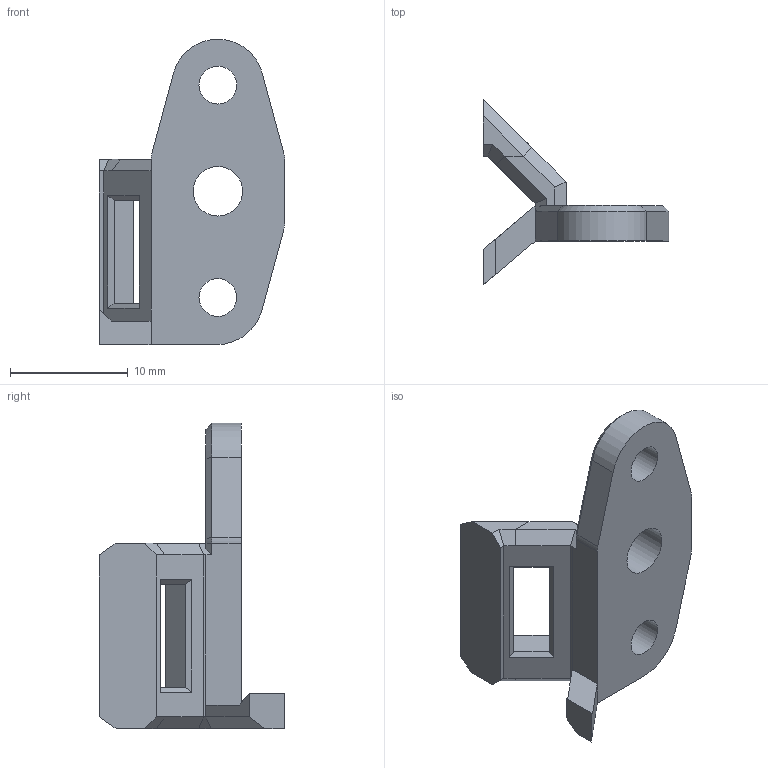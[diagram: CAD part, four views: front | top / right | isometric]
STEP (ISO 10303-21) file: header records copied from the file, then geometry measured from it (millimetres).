
FILE_DESCRIPTION(/* description */ (''),/* implementation_level */ '2;1');
FILE_NAME(/* name */ 'BLTOUCH BearExxa.step',/* time_stamp */ '2021-04-13T08:43:57+02:00',/* author */ (''),/* organization */ (''),/* preprocessor_version */ 'ST-DEVELOPER v18.1',/* originating_system */ 'Autodesk Translation Framework v10.6.0.1341',/* authorisation */ '');
FILE_SCHEMA (('AUTOMOTIVE_DESIGN { 1 0 10303 214 3 1 1 }'));
Length unit declared in the file: millimetre
Products named in the file (1): Untitled
Bounding box: 15.71 x 15.7 x 25.89 mm (x, y, z)
Volume: 1014.3 mm3; surface area: 1133.1 mm2
Topology: 1 solids, 1 shells, 66 faces, 163 edges, 99 vertices
Faces by surface type: plane 53, cylinder 8, cone 5
Full cylindrical faces by diameter (mm): 3.2 x2, 4.2 x1
Entity records: 1952 total; most frequent: CARTESIAN_POINT 329, ORIENTED_EDGE 326, DIRECTION 318, EDGE_CURVE 163, LINE 142, VECTOR 142, VERTEX_POINT 99, AXIS2_PLACEMENT_3D 88
